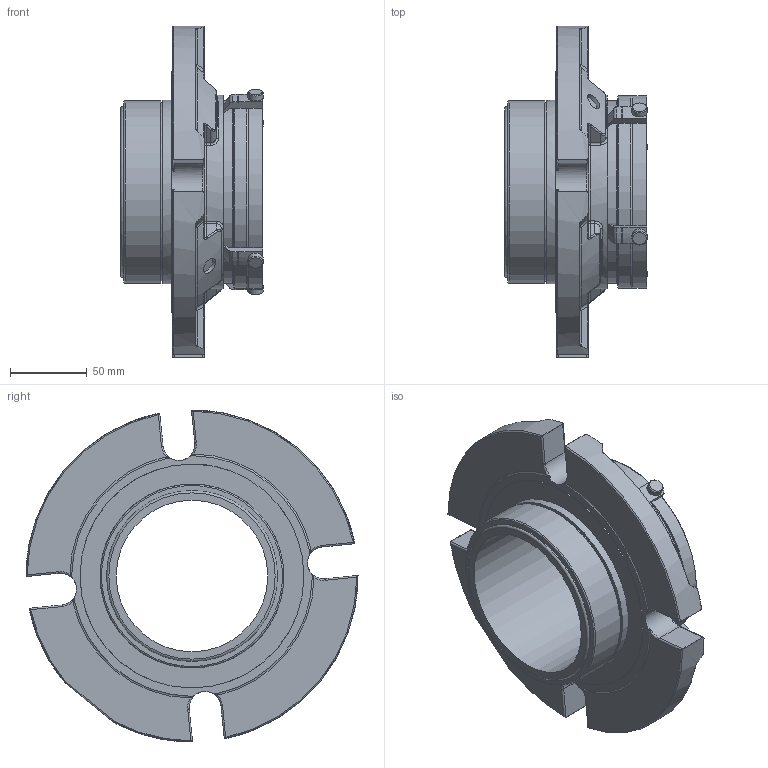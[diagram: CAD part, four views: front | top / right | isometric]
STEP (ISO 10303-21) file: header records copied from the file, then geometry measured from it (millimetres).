
FILE_DESCRIPTION(/* description */ ('Unknown'),/* implementation_level */ '2;1');
FILE_NAME(/* name */ '3.875',/* time_stamp */ '2023-02-08T15:31:21+00:00',/* author */ ('Unknown'),/* organization */ ('Unknown'),/* preprocessor_version */ 'ST-DEVELOPER v16.7',/* originating_system */ 'Solid Edge',/* authorisation */ 'Unknown');
FILE_SCHEMA (('AUTOMOTIVE_DESIGN {1 0 10303 214 3 1 1}'));
Length unit declared in the file: millimetre
Products named in the file (1): 3.875
Bounding box: 92.62 x 215.65 x 215.65 mm (x, y, z)
Volume: 804918.5 mm3; surface area: 143890 mm2
Topology: 1 solids, 1 shells, 639 faces, 1658 edges, 1023 vertices
Faces by surface type: plane 206, cylinder 163, bspline 107, torus 102, sphere 40, cone 21
Full cylindrical faces by diameter (mm): 3.175 x1, 3.761 x1, 10 x4, 10.998 x2, 98.425 x1, 101.575 x1, 104.521 x1, 111.1 x1, 116.103 x1, 118.948 x1, 119.05 x1, 119.38 x1, 125.247 x1, 145.466 x1
Entity records: 22742 total; most frequent: CARTESIAN_POINT 8504, ORIENTED_EDGE 3168, DIRECTION 2685, EDGE_CURVE 1584, AXIS2_PLACEMENT_3D 1111, VERTEX_POINT 1001, EDGE_LOOP 705, FACE_BOUND 705
